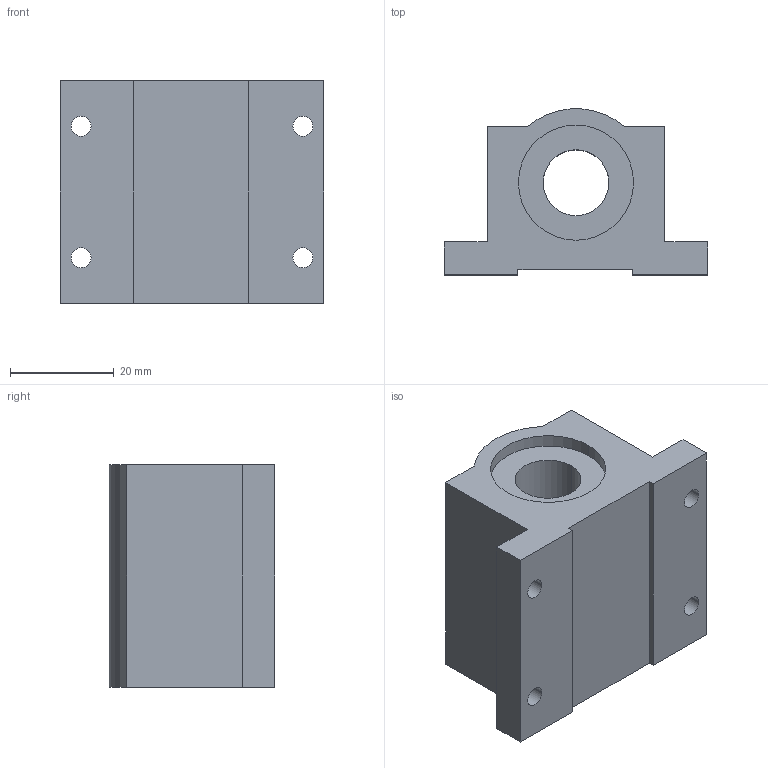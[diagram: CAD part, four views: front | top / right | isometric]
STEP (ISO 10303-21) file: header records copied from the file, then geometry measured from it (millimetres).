
FILE_DESCRIPTION((''),'2;1');
FILE_NAME('Thompson SPB8.stp','2005-12-31T14:05:56',('Owner'),(''),'Autodesk Inventor (R) 6.0','Autodesk Inventor (R) 6.0','');
FILE_SCHEMA(('AUTOMOTIVE_DESIGN { 1 0 10303 214 1 1 1 1 }'));
Length unit declared in the file: inch
Products named in the file (1): Thompson SPB8
Bounding box: 50.8 x 32.02 x 42.93 mm (x, y, z)
Volume: 40523.1 mm3; surface area: 11006.5 mm2
Topology: 1 solids, 1 shells, 32 faces, 84 edges, 56 vertices
Faces by surface type: plane 17, bspline 8, cylinder 7
Entity records: 1147 total; most frequent: CARTESIAN_POINT 309, ORIENTED_EDGE 168, DIRECTION 164, EDGE_CURVE 84, VERTEX_POINT 56, AXIS2_PLACEMENT_3D 55, VECTOR 54, LINE 54
